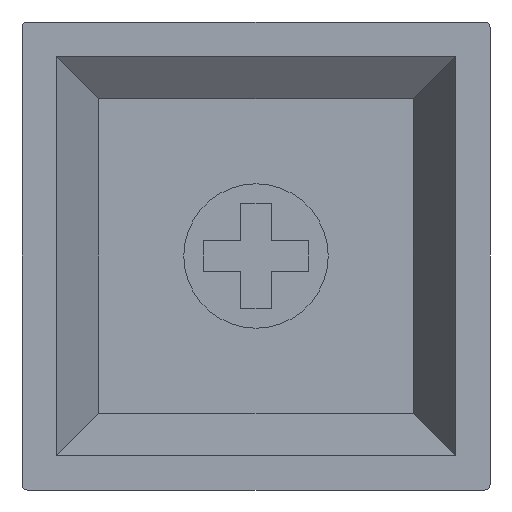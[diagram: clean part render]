
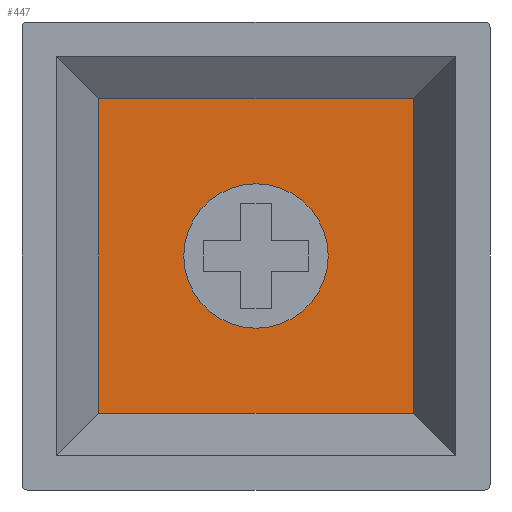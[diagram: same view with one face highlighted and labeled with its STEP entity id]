
A CAD part, front view. The second image highlights one B-rep face of the part: STEP entity #447.
In plain terms, the highlighted planar face has unit normal (0, -1, 0).
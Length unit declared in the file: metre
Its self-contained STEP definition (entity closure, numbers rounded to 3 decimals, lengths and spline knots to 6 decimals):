
#14=PLANE('',#486);
#39=CIRCLE('',#487,0.0028);
#54=ORIENTED_EDGE('',*,*,#180,.F.);
#55=ORIENTED_EDGE('',*,*,#181,.F.);
#56=ORIENTED_EDGE('',*,*,#182,.F.);
#57=ORIENTED_EDGE('',*,*,#183,.F.);
#58=ORIENTED_EDGE('',*,*,#184,.F.);
#180=EDGE_CURVE('',#243,#244,#285,.F.);
#181=EDGE_CURVE('',#245,#243,#286,.F.);
#182=EDGE_CURVE('',#246,#245,#287,.T.);
#183=EDGE_CURVE('',#244,#246,#288,.T.);
#184=EDGE_CURVE('',#247,#247,#39,.F.);
#243=VERTEX_POINT('',#1009);
#244=VERTEX_POINT('',#1010);
#245=VERTEX_POINT('',#1012);
#246=VERTEX_POINT('',#1014);
#247=VERTEX_POINT('',#1017);
#285=LINE('',#1008,#341);
#286=LINE('',#1011,#342);
#287=LINE('',#1013,#343);
#288=LINE('',#1015,#344);
#341=VECTOR('',#530,1.);
#342=VECTOR('',#531,1.);
#343=VECTOR('',#532,1.);
#344=VECTOR('',#533,1.);
#391=EDGE_LOOP('',(#54,#55,#56,#57));
#392=EDGE_LOOP('',(#58));
#419=FACE_BOUND('',#391,.T.);
#420=FACE_BOUND('',#392,.T.);
#447=ADVANCED_FACE('',(#419,#420),#14,.F.);
#486=AXIS2_PLACEMENT_3D('',#1007,#528,#529);
#487=AXIS2_PLACEMENT_3D('',#1016,#534,#535);
#528=DIRECTION('',(0.,1.,0.));
#529=DIRECTION('',(1.,0.,0.));
#530=DIRECTION('',(-1.,0.,0.));
#531=DIRECTION('',(0.,0.,-1.));
#532=DIRECTION('',(-1.,0.,0.));
#533=DIRECTION('',(0.,0.,-1.));
#534=DIRECTION('',(0.,1.,0.));
#535=DIRECTION('',(1.,0.,0.));
#1007=CARTESIAN_POINT('',(0.,0.0045,0.));
#1008=CARTESIAN_POINT('',(0.,0.0045,0.0061));
#1009=CARTESIAN_POINT('',(-0.0061,0.0045,0.0061));
#1010=CARTESIAN_POINT('',(0.0061,0.0045,0.0061));
#1011=CARTESIAN_POINT('',(-0.0061,0.0045,0.));
#1012=CARTESIAN_POINT('',(-0.0061,0.0045,-0.0061));
#1013=CARTESIAN_POINT('',(0.,0.0045,-0.0061));
#1014=CARTESIAN_POINT('',(0.0061,0.0045,-0.0061));
#1015=CARTESIAN_POINT('',(0.0061,0.0045,0.));
#1016=CARTESIAN_POINT('',(0.,0.0045,0.));
#1017=CARTESIAN_POINT('',(0.0028,0.0045,0.));
